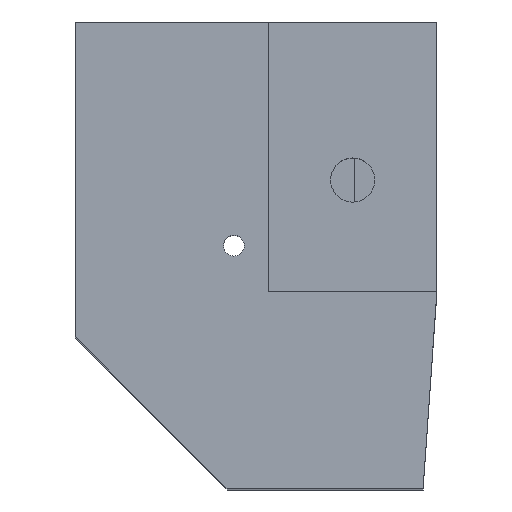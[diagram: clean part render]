
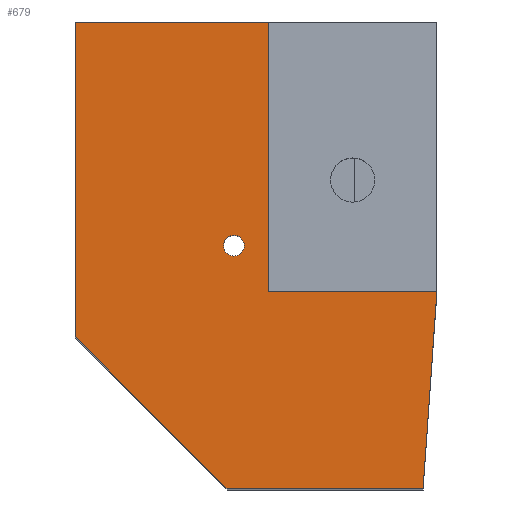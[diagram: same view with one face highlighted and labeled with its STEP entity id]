
A CAD part, top view. The second image highlights one B-rep face of the part: STEP entity #679.
In plain terms, the highlighted planar face has unit normal (0, 0, 1).
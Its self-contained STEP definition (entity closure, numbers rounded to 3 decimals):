
#240 = VERTEX_POINT('',#241);
#241 = CARTESIAN_POINT('',(0.,33.8,47.945));
#265 = VERTEX_POINT('',#266);
#266 = CARTESIAN_POINT('',(0.,11.,47.945));
#272 = EDGE_CURVE('',#265,#240,#273,.T.);
#273 = LINE('',#274,#275);
#274 = CARTESIAN_POINT('',(0.,11.,47.945));
#275 = VECTOR('',#276,1.);
#276 = DIRECTION('',(0.,1.,0.));
#309 = EDGE_CURVE('',#240,#310,#312,.T.);
#310 = VERTEX_POINT('',#311);
#311 = CARTESIAN_POINT('',(14.01,33.8,47.945));
#312 = LINE('',#313,#314);
#313 = CARTESIAN_POINT('',(0.,33.8,47.945));
#314 = VECTOR('',#315,1.);
#315 = DIRECTION('',(1.,0.,0.));
#662 = VERTEX_POINT('',#663);
#663 = CARTESIAN_POINT('',(11.,0.,47.945));
#669 = EDGE_CURVE('',#265,#662,#670,.T.);
#670 = LINE('',#671,#672);
#671 = CARTESIAN_POINT('',(0.,11.,47.945));
#672 = VECTOR('',#673,1.);
#673 = DIRECTION('',(0.707,-0.707,0.));
#679 = ADVANCED_FACE('',(#680,#715),#726,.T.);
#680 = FACE_BOUND('',#681,.T.);
#681 = EDGE_LOOP('',(#682,#683,#684,#692,#700,#708,#714));
#682 = ORIENTED_EDGE('',*,*,#272,.F.);
#683 = ORIENTED_EDGE('',*,*,#669,.T.);
#684 = ORIENTED_EDGE('',*,*,#685,.T.);
#685 = EDGE_CURVE('',#662,#686,#688,.T.);
#686 = VERTEX_POINT('',#687);
#687 = CARTESIAN_POINT('',(25.2,0.,47.945));
#688 = LINE('',#689,#690);
#689 = CARTESIAN_POINT('',(25.99,0.,47.945));
#690 = VECTOR('',#691,1.);
#691 = DIRECTION('',(1.,0.,0.));
#692 = ORIENTED_EDGE('',*,*,#693,.F.);
#693 = EDGE_CURVE('',#694,#686,#696,.T.);
#694 = VERTEX_POINT('',#695);
#695 = CARTESIAN_POINT('',(26.2,14.265,47.945));
#696 = LINE('',#697,#698);
#697 = CARTESIAN_POINT('',(26.2,14.265,47.945));
#698 = VECTOR('',#699,1.);
#699 = DIRECTION('',(-0.07,-0.998,0.));
#700 = ORIENTED_EDGE('',*,*,#701,.F.);
#701 = EDGE_CURVE('',#702,#694,#704,.T.);
#702 = VERTEX_POINT('',#703);
#703 = CARTESIAN_POINT('',(14.01,14.265,47.945));
#704 = LINE('',#705,#706);
#705 = CARTESIAN_POINT('',(25.99,14.265,47.945));
#706 = VECTOR('',#707,1.);
#707 = DIRECTION('',(1.,0.,0.));
#708 = ORIENTED_EDGE('',*,*,#709,.F.);
#709 = EDGE_CURVE('',#310,#702,#710,.T.);
#710 = LINE('',#711,#712);
#711 = CARTESIAN_POINT('',(14.01,25.942,47.945));
#712 = VECTOR('',#713,1.);
#713 = DIRECTION('',(0.,-1.,0.));
#714 = ORIENTED_EDGE('',*,*,#309,.F.);
#715 = FACE_BOUND('',#716,.T.);
#716 = EDGE_LOOP('',(#717));
#717 = ORIENTED_EDGE('',*,*,#718,.T.);
#718 = EDGE_CURVE('',#719,#719,#721,.T.);
#719 = VERTEX_POINT('',#720);
#720 = CARTESIAN_POINT('',(12.25,17.6,47.945));
#721 = CIRCLE('',#722,0.75);
#722 = AXIS2_PLACEMENT_3D('',#723,#724,#725);
#723 = CARTESIAN_POINT('',(11.5,17.6,47.945));
#724 = DIRECTION('',(0.,0.,-1.));
#725 = DIRECTION('',(1.,0.,0.));
#726 = PLANE('',#727);
#727 = AXIS2_PLACEMENT_3D('',#728,#729,#730);
#728 = CARTESIAN_POINT('',(11.967,15.983,47.945));
#729 = DIRECTION('',(0.,0.,1.));
#730 = DIRECTION('',(1.,0.,0.));
